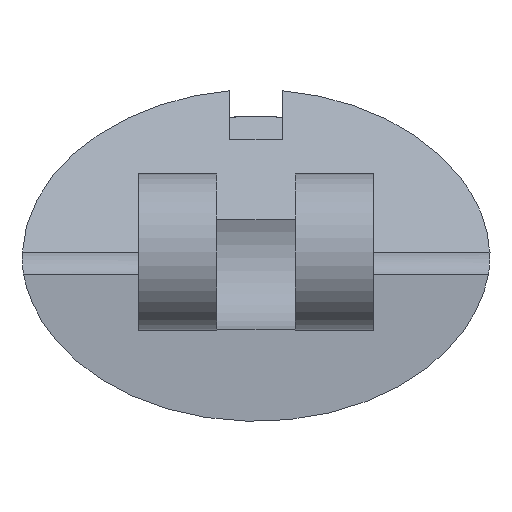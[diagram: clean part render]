
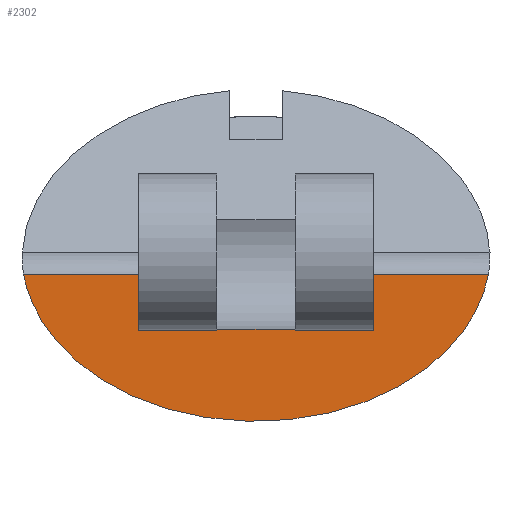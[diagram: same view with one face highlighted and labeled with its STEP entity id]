
A CAD part, front view. The second image highlights one B-rep face of the part: STEP entity #2302.
In plain terms, the highlighted planar face has unit normal (0, -1, 0).
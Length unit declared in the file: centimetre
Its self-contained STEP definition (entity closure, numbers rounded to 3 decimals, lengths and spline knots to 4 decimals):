
#35 = CARTESIAN_POINT ( 'NONE',  ( 0.892, 0., -0.0866 ) ) ;
#367 = LINE ( 'NONE', #1889, #5184 ) ;
#454 = LINE ( 'NONE', #5948, #3833 ) ;
#497 = CARTESIAN_POINT ( 'NONE',  ( -0.45, 0., 0. ) ) ;
#574 = VERTEX_POINT ( 'NONE', #4582 ) ;
#799 = ORIENTED_EDGE ( 'NONE', *, *, #1740, .T. ) ;
#885 = DIRECTION ( 'NONE',  ( -1., 0., 0. ) ) ;
#907 = LINE ( 'NONE', #1977, #2213 ) ;
#1004 = CARTESIAN_POINT ( 'NONE',  ( 0.45, 0., -0.2958 ) ) ;
#1022 = DIRECTION ( 'NONE',  ( 0., 1., 0. ) ) ;
#1087 = EDGE_LOOP ( 'NONE', ( #3035, #799, #4514, #6157, #1918, #4047, #3411, #3426 ) ) ;
#1540 = CARTESIAN_POINT ( 'NONE',  ( 0., 0., 0. ) ) ;
#1603 = CARTESIAN_POINT ( 'NONE',  ( -0.45, 0., -0.2958 ) ) ;
#1740 = EDGE_CURVE ( 'NONE', #4446, #3660, #907, .T. ) ;
#1889 = CARTESIAN_POINT ( 'NONE',  ( -0.9525, 0., -0.0866 ) ) ;
#1912 = DIRECTION ( 'NONE',  ( 0., 0., 1. ) ) ;
#1918 = ORIENTED_EDGE ( 'NONE', *, *, #3715, .F. ) ;
#1977 = CARTESIAN_POINT ( 'NONE',  ( -0.9525, 0., -0.0866 ) ) ;
#2000 = CARTESIAN_POINT ( 'NONE',  ( -0.15, 0., -0.2958 ) ) ;
#2079 = DIRECTION ( 'NONE',  ( 1., 0., 0. ) ) ;
#2100 = VECTOR ( 'NONE', #3144, 100. ) ;
#2140 = VECTOR ( 'NONE', #3839, 100. ) ;
#2213 = VECTOR ( 'NONE', #2874, 100. ) ;
#2302 = ADVANCED_FACE ( 'NONE', ( #5968 ), #5055, .F. ) ;
#2499 = CARTESIAN_POINT ( 'NONE',  ( 0.892, 0., -0.0866 ) ) ;
#2563 = CARTESIAN_POINT ( 'NONE',  ( 0.7043, 0., -1.0949 ) ) ;
#2841 = CARTESIAN_POINT ( 'NONE',  ( 0.45, 0., -0.2958 ) ) ;
#2874 = DIRECTION ( 'NONE',  ( -1., 0., 0. ) ) ;
#2887 = EDGE_CURVE ( 'NONE', #5288, #3660, #454, .T. ) ;
#2912 = CARTESIAN_POINT ( 'NONE',  ( -0.45, 0., -0.0866 ) ) ;
#2987 = CARTESIAN_POINT ( 'NONE',  ( -0.892, 0., -0.0866 ) ) ;
#3035 = ORIENTED_EDGE ( 'NONE', *, *, #4672, .F. ) ;
#3144 = DIRECTION ( 'NONE',  ( -1., 0., 0. ) ) ;
#3364 = EDGE_CURVE ( 'NONE', #6060, #5983, #4509, .T. ) ;
#3411 = ORIENTED_EDGE ( 'NONE', *, *, #6300, .F. ) ;
#3426 = ORIENTED_EDGE ( 'NONE', *, *, #3910, .T. ) ;
#3504 = DIRECTION ( 'NONE',  ( 0., 0., 1. ) ) ;
#3618 = LINE ( 'NONE', #6084, #4665 ) ;
#3660 = VERTEX_POINT ( 'NONE', #5144 ) ;
#3715 = EDGE_CURVE ( 'NONE', #6060, #574, #3618, .T. ) ;
#3773 = VECTOR ( 'NONE', #3911, 100. ) ;
#3833 = VECTOR ( 'NONE', #1912, 100. ) ;
#3839 = DIRECTION ( 'NONE',  ( 1., 0., 0. ) ) ;
#3910 = EDGE_CURVE ( 'NONE', #4089, #6085, #367, .T. ) ;
#3911 = DIRECTION ( 'NONE',  ( 0., 0., -1. ) ) ;
#3944 = LINE ( 'NONE', #497, #3773 ) ;
#4047 = ORIENTED_EDGE ( 'NONE', *, *, #3364, .T. ) ;
#4089 = VERTEX_POINT ( 'NONE', #2912 ) ;
#4361 = LINE ( 'NONE', #1004, #2140 ) ;
#4446 = VERTEX_POINT ( 'NONE', #35 ) ;
#4470 = CARTESIAN_POINT ( 'NONE',  ( -0.7043, 0., -1.0949 ) ) ;
#4509 = LINE ( 'NONE', #1603, #2100 ) ;
#4514 = ORIENTED_EDGE ( 'NONE', *, *, #2887, .F. ) ;
#4582 = CARTESIAN_POINT ( 'NONE',  ( 0.15, 0., -0.2958 ) ) ;
#4665 = VECTOR ( 'NONE', #2079, 100. ) ;
#4672 = EDGE_CURVE ( 'NONE', #4446, #6085, #5681, .T. ) ;
#4891 = CARTESIAN_POINT ( 'NONE',  ( -0.892, 0., -0.0866 ) ) ;
#5055 = PLANE ( 'NONE',  #5620 ) ;
#5144 = CARTESIAN_POINT ( 'NONE',  ( 0.45, 0., -0.0866 ) ) ;
#5184 = VECTOR ( 'NONE', #885, 100. ) ;
#5288 = VERTEX_POINT ( 'NONE', #2841 ) ;
#5312 = EDGE_CURVE ( 'NONE', #574, #5288, #4361, .T. ) ;
#5620 = AXIS2_PLACEMENT_3D ( 'NONE', #1540, #1022, #3504 ) ;
#5681 =( BOUNDED_CURVE ( )  B_SPLINE_CURVE ( 3, ( #2499, #2563, #4470, #4891 ),
 .UNSPECIFIED., .F., .F. ) 
 B_SPLINE_CURVE_WITH_KNOTS ( ( 4, 4 ),
 ( 0.1336, 3.008 ),
 .UNSPECIFIED. ) 
 CURVE ( )  GEOMETRIC_REPRESENTATION_ITEM ( )  RATIONAL_B_SPLINE_CURVE ( ( 1., 0.422, 0.422, 1. ) ) 
 REPRESENTATION_ITEM ( '' )  );
#5948 = CARTESIAN_POINT ( 'NONE',  ( 0.45, 0., 0. ) ) ;
#5968 = FACE_OUTER_BOUND ( 'NONE', #1087, .T. ) ;
#5969 = CARTESIAN_POINT ( 'NONE',  ( -0.45, 0., -0.2958 ) ) ;
#5983 = VERTEX_POINT ( 'NONE', #5969 ) ;
#6060 = VERTEX_POINT ( 'NONE', #2000 ) ;
#6084 = CARTESIAN_POINT ( 'NONE',  ( 0.15, 0., -0.2958 ) ) ;
#6085 = VERTEX_POINT ( 'NONE', #2987 ) ;
#6157 = ORIENTED_EDGE ( 'NONE', *, *, #5312, .F. ) ;
#6300 = EDGE_CURVE ( 'NONE', #4089, #5983, #3944, .T. ) ;
